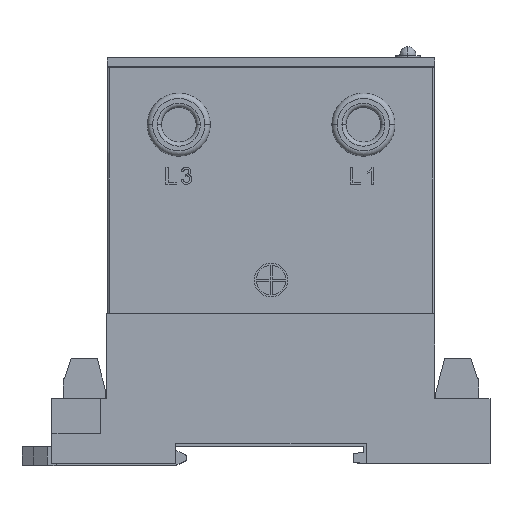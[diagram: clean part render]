
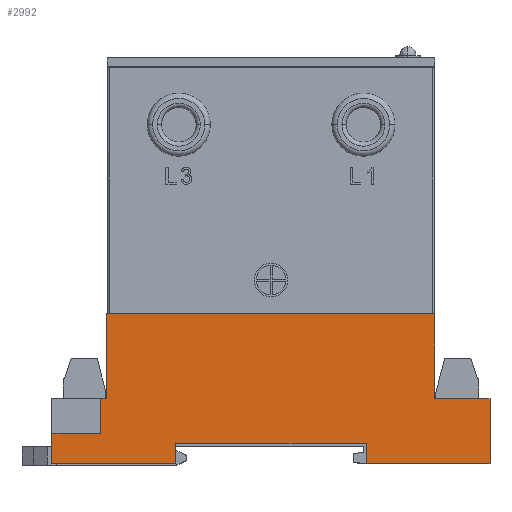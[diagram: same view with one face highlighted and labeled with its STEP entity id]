
A CAD part, top view. The second image highlights one B-rep face of the part: STEP entity #2992.
In plain terms, the highlighted face is planar.
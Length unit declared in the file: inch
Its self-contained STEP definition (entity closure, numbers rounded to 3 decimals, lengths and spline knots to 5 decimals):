
#511 = DIRECTION ( 'NONE',  ( 1., 0., 0. ) ) ;
#643 = VECTOR ( 'NONE', #22542, 39.37008 ) ;
#742 = ORIENTED_EDGE ( 'NONE', *, *, #20422, .T. ) ;
#1300 = VERTEX_POINT ( 'NONE', #18631 ) ;
#1313 = CARTESIAN_POINT ( 'NONE',  ( -1.2225, 1.115, -0.7105 ) ) ;
#1332 = FACE_OUTER_BOUND ( 'NONE', #7359, .T. ) ;
#1420 = ORIENTED_EDGE ( 'NONE', *, *, #16550, .T. ) ;
#1426 = ORIENTED_EDGE ( 'NONE', *, *, #15128, .F. ) ;
#1656 = DIRECTION ( 'NONE',  ( 0., 1., 0. ) ) ;
#1688 = CARTESIAN_POINT ( 'NONE',  ( -1.2225, 0.482, -0.7105 ) ) ;
#1695 = ORIENTED_EDGE ( 'NONE', *, *, #14578, .T. ) ;
#1725 = EDGE_CURVE ( 'NONE', #18018, #20372, #23177, .T. ) ;
#1778 = ORIENTED_EDGE ( 'NONE', *, *, #10444, .F. ) ;
#2287 = CARTESIAN_POINT ( 'NONE',  ( -1.6325, 0., -0.7105 ) ) ;
#2586 = DIRECTION ( 'NONE',  ( -1., 0., 0. ) ) ;
#2992 = ADVANCED_FACE ( 'NONE', ( #1332 ), #6875, .F. ) ;
#3016 = AXIS2_PLACEMENT_3D ( 'NONE', #17529, #4584, #20237 ) ;
#3538 = CARTESIAN_POINT ( 'NONE',  ( 1.2675, 0.222, -0.7105 ) ) ;
#3645 = DIRECTION ( 'NONE',  ( 0., -1., 0. ) ) ;
#3913 = VECTOR ( 'NONE', #13202, 39.37008 ) ;
#3972 = EDGE_CURVE ( 'NONE', #18734, #6646, #4370, .T. ) ;
#4082 = DIRECTION ( 'NONE',  ( -1., 0., 0. ) ) ;
#4124 = CARTESIAN_POINT ( 'NONE',  ( -1.6325, 0.482, -0.7105 ) ) ;
#4168 = LINE ( 'NONE', #2287, #18137 ) ;
#4370 = LINE ( 'NONE', #18112, #4956 ) ;
#4584 = DIRECTION ( 'NONE',  ( 0., 0., 1. ) ) ;
#4592 = CARTESIAN_POINT ( 'NONE',  ( 1.2225, 1.115, -0.7105 ) ) ;
#4889 = CARTESIAN_POINT ( 'NONE',  ( 1.2225, 1.115, -0.7105 ) ) ;
#4956 = VECTOR ( 'NONE', #1656, 39.37008 ) ;
#5241 = VECTOR ( 'NONE', #3645, 39.37008 ) ;
#5382 = CARTESIAN_POINT ( 'NONE',  ( -0.71, 0.15, -0.7105 ) ) ;
#5455 = ORIENTED_EDGE ( 'NONE', *, *, #13047, .T. ) ;
#5872 = ORIENTED_EDGE ( 'NONE', *, *, #21816, .F. ) ;
#5996 = VECTOR ( 'NONE', #15119, 39.37008 ) ;
#6261 = CARTESIAN_POINT ( 'NONE',  ( 1.2225, 0.482, -0.7105 ) ) ;
#6403 = VERTEX_POINT ( 'NONE', #4889 ) ;
#6600 = ORIENTED_EDGE ( 'NONE', *, *, #23344, .T. ) ;
#6619 = VERTEX_POINT ( 'NONE', #9235 ) ;
#6646 = VERTEX_POINT ( 'NONE', #7384 ) ;
#6875 = PLANE ( 'NONE',  #3016 ) ;
#6916 = CARTESIAN_POINT ( 'NONE',  ( 1.6325, 0.222, -0.7105 ) ) ;
#7053 = CARTESIAN_POINT ( 'NONE',  ( -0.71, 0.15, -0.7105 ) ) ;
#7136 = VECTOR ( 'NONE', #16475, 39.37008 ) ;
#7270 = CARTESIAN_POINT ( 'NONE',  ( -1.6325, 1.115, -0.7105 ) ) ;
#7359 = EDGE_LOOP ( 'NONE', ( #19515, #22997, #742, #1695, #6600, #1426, #1420, #8136, #1778, #5455, #22067, #5872, #21170, #20905 ) ) ;
#7384 = CARTESIAN_POINT ( 'NONE',  ( 0.71, 0.15, -0.7105 ) ) ;
#7598 = VECTOR ( 'NONE', #19708, 39.37008 ) ;
#7714 = DIRECTION ( 'NONE',  ( 0., 1., 0. ) ) ;
#7715 = VECTOR ( 'NONE', #7714, 39.37008 ) ;
#7864 = VERTEX_POINT ( 'NONE', #12589 ) ;
#7893 = VERTEX_POINT ( 'NONE', #5382 ) ;
#8136 = ORIENTED_EDGE ( 'NONE', *, *, #10258, .T. ) ;
#8490 = CARTESIAN_POINT ( 'NONE',  ( -1.6325, 0., -0.7105 ) ) ;
#9108 = CARTESIAN_POINT ( 'NONE',  ( 1.2675, 0.222, -0.7105 ) ) ;
#9235 = CARTESIAN_POINT ( 'NONE',  ( -0.71, 0., -0.7105 ) ) ;
#10125 = LINE ( 'NONE', #7270, #5241 ) ;
#10258 = EDGE_CURVE ( 'NONE', #20355, #20247, #22654, .T. ) ;
#10444 = EDGE_CURVE ( 'NONE', #6403, #20247, #18747, .T. ) ;
#10632 = LINE ( 'NONE', #4124, #19664 ) ;
#11048 = CARTESIAN_POINT ( 'NONE',  ( 1.6325, 1.115, -0.7105 ) ) ;
#11367 = LINE ( 'NONE', #8490, #20387 ) ;
#11444 = LINE ( 'NONE', #16959, #5996 ) ;
#11987 = LINE ( 'NONE', #9108, #7136 ) ;
#12050 = LINE ( 'NONE', #18883, #15171 ) ;
#12437 = LINE ( 'NONE', #7053, #7598 ) ;
#12589 = CARTESIAN_POINT ( 'NONE',  ( 1.2225, 0.482, -0.7105 ) ) ;
#13047 = EDGE_CURVE ( 'NONE', #6403, #7864, #14217, .T. ) ;
#13202 = DIRECTION ( 'NONE',  ( 0., -1., 0. ) ) ;
#13381 = CARTESIAN_POINT ( 'NONE',  ( 1.6325, 0., -0.7105 ) ) ;
#13573 = CARTESIAN_POINT ( 'NONE',  ( 1.2675, 0.482, -0.7105 ) ) ;
#14217 = LINE ( 'NONE', #4592, #18985 ) ;
#14578 = EDGE_CURVE ( 'NONE', #7893, #6619, #12437, .T. ) ;
#15119 = DIRECTION ( 'NONE',  ( -1., 0., 0. ) ) ;
#15128 = EDGE_CURVE ( 'NONE', #1300, #19291, #10125, .T. ) ;
#15171 = VECTOR ( 'NONE', #22463, 39.37008 ) ;
#15737 = VERTEX_POINT ( 'NONE', #3538 ) ;
#16087 = CARTESIAN_POINT ( 'NONE',  ( -1.6325, 0., -0.7105 ) ) ;
#16475 = DIRECTION ( 'NONE',  ( 0., 1., 0. ) ) ;
#16550 = EDGE_CURVE ( 'NONE', #1300, #20355, #10632, .T. ) ;
#16959 = CARTESIAN_POINT ( 'NONE',  ( 1.6325, 0.222, -0.7105 ) ) ;
#17085 = CARTESIAN_POINT ( 'NONE',  ( -1.6325, 1.115, -0.7105 ) ) ;
#17214 = EDGE_CURVE ( 'NONE', #18018, #15737, #11444, .T. ) ;
#17355 = DIRECTION ( 'NONE',  ( 0., -1., 0. ) ) ;
#17529 = CARTESIAN_POINT ( 'NONE',  ( -1.6325, 1.115, -0.7105 ) ) ;
#18018 = VERTEX_POINT ( 'NONE', #6916 ) ;
#18112 = CARTESIAN_POINT ( 'NONE',  ( 0.71, 0.15, -0.7105 ) ) ;
#18137 = VECTOR ( 'NONE', #4082, 39.37008 ) ;
#18193 = VECTOR ( 'NONE', #2586, 39.37008 ) ;
#18474 = CARTESIAN_POINT ( 'NONE',  ( -1.2225, 1.115, -0.7105 ) ) ;
#18631 = CARTESIAN_POINT ( 'NONE',  ( -1.6325, 0.482, -0.7105 ) ) ;
#18734 = VERTEX_POINT ( 'NONE', #19918 ) ;
#18747 = LINE ( 'NONE', #17085, #18193 ) ;
#18883 = CARTESIAN_POINT ( 'NONE',  ( -0.71, 0.15, -0.7105 ) ) ;
#18985 = VECTOR ( 'NONE', #17355, 39.37008 ) ;
#19015 = VERTEX_POINT ( 'NONE', #13573 ) ;
#19236 = DIRECTION ( 'NONE',  ( -1., 0., 0. ) ) ;
#19291 = VERTEX_POINT ( 'NONE', #16087 ) ;
#19515 = ORIENTED_EDGE ( 'NONE', *, *, #22797, .T. ) ;
#19664 = VECTOR ( 'NONE', #511, 39.37008 ) ;
#19708 = DIRECTION ( 'NONE',  ( 0., -1., 0. ) ) ;
#19918 = CARTESIAN_POINT ( 'NONE',  ( 0.71, 0., -0.7105 ) ) ;
#19933 = LINE ( 'NONE', #6261, #643 ) ;
#20237 = DIRECTION ( 'NONE',  ( 1., 0., 0. ) ) ;
#20247 = VERTEX_POINT ( 'NONE', #1313 ) ;
#20355 = VERTEX_POINT ( 'NONE', #1688 ) ;
#20372 = VERTEX_POINT ( 'NONE', #13381 ) ;
#20387 = VECTOR ( 'NONE', #19236, 39.37008 ) ;
#20422 = EDGE_CURVE ( 'NONE', #6646, #7893, #12050, .T. ) ;
#20440 = EDGE_CURVE ( 'NONE', #7864, #19015, #19933, .T. ) ;
#20905 = ORIENTED_EDGE ( 'NONE', *, *, #1725, .T. ) ;
#21170 = ORIENTED_EDGE ( 'NONE', *, *, #17214, .F. ) ;
#21816 = EDGE_CURVE ( 'NONE', #15737, #19015, #11987, .T. ) ;
#22067 = ORIENTED_EDGE ( 'NONE', *, *, #20440, .T. ) ;
#22463 = DIRECTION ( 'NONE',  ( -1., 0., 0. ) ) ;
#22542 = DIRECTION ( 'NONE',  ( 1., 0., 0. ) ) ;
#22654 = LINE ( 'NONE', #18474, #7715 ) ;
#22797 = EDGE_CURVE ( 'NONE', #20372, #18734, #11367, .T. ) ;
#22997 = ORIENTED_EDGE ( 'NONE', *, *, #3972, .T. ) ;
#23177 = LINE ( 'NONE', #11048, #3913 ) ;
#23344 = EDGE_CURVE ( 'NONE', #6619, #19291, #4168, .T. ) ;
